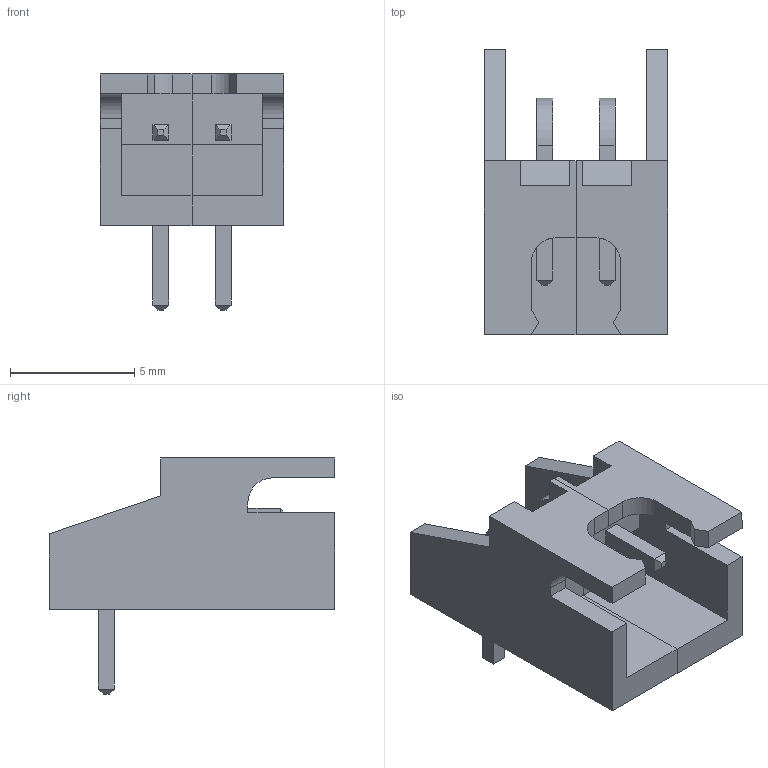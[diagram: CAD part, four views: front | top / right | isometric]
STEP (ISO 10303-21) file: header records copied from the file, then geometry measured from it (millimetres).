
FILE_DESCRIPTION (( 'STEP AP214' ), '1' );
FILE_NAME ('User Library-S2B-XH.STEP', '2023-05-28T12:35:17', ( '' ), ( '' ), 'SwSTEP 2.0', 'SolidWorks 2022', '' );
FILE_SCHEMA (( 'AUTOMOTIVE_DESIGN' ));
Length unit declared in the file: millimetre
Products named in the file (3): Imported; User Library-S2B-XH; Imported_2
Assembly tree (2 placements, depth 2):
  User Library-S2B-XH
    Imported
    Imported_2
Bounding box: 7.4 x 11.5 x 9.5 mm (x, y, z)
Volume: 207.4 mm3; surface area: 532.7 mm2
Topology: 2 solids, 2 shells, 104 faces, 272 edges, 176 vertices
Faces by surface type: plane 96, cylinder 8
Entity records: 4378 total; most frequent: CARTESIAN_POINT 557, ORIENTED_EDGE 544, DIRECTION 506, EDGE_CURVE 272, LINE 256, VECTOR 256, VERTEX_POINT 176, AXIS2_PLACEMENT_3D 125
